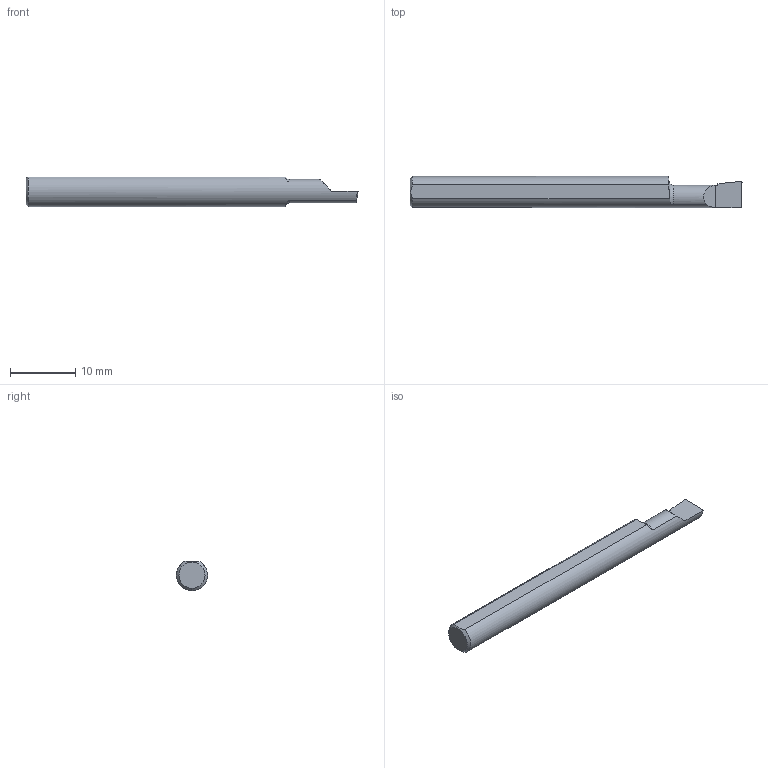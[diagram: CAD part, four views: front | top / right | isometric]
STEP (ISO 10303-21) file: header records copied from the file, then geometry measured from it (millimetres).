
FILE_DESCRIPTION (( 'STEP AP214' ), '1' );
FILE_NAME ('B160400R.STEP', '2020-05-08T22:44:17', ( '' ), ( '' ), 'SwSTEP 2.0', 'SolidWorks 2018', '' );
FILE_SCHEMA (( 'AUTOMOTIVE_DESIGN' ));
Length unit declared in the file: inch
Products named in the file (1): B160400R
Bounding box: 50.8 x 4.75 x 4.5 mm (x, y, z)
Volume: 775.3 mm3; surface area: 732.1 mm2
Topology: 1 solids, 1 shells, 19 faces, 49 edges, 32 vertices
Faces by surface type: plane 12, cylinder 4, cone 2, torus 1
Entity records: 646 total; most frequent: CARTESIAN_POINT 164, ORIENTED_EDGE 98, DIRECTION 86, EDGE_CURVE 49, VERTEX_POINT 32, AXIS2_PLACEMENT_3D 30, LINE 26, VECTOR 26
